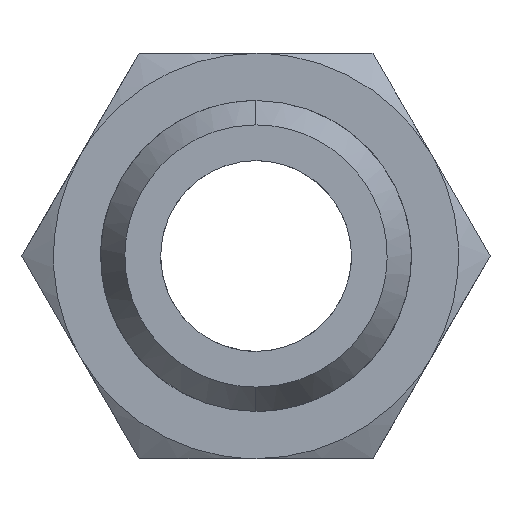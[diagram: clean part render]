
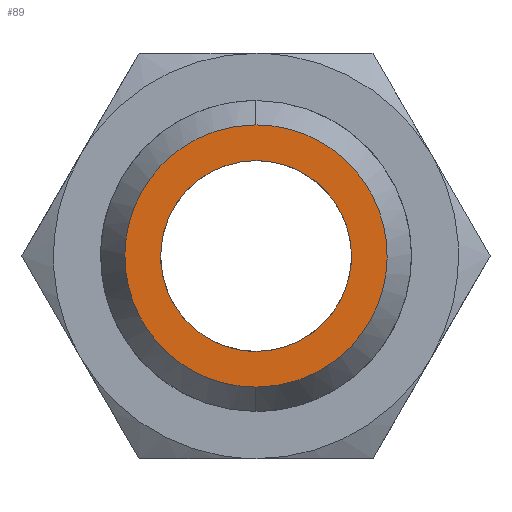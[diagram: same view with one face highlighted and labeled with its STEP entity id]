
A CAD part, front view. The second image highlights one B-rep face of the part: STEP entity #89.
In plain terms, the highlighted free-form (B-spline) face has degree [1, 1] with [2, 2] control points.
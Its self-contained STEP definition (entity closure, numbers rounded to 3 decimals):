
#14 = B_SPLINE_SURFACE_WITH_KNOTS ( 'NONE', 1, 1, ( 
 ( #1020, #871 ),
 ( #167, #590 ) ),
 .UNSPECIFIED., .F., .F., .F.,
 ( 2, 2 ),
 ( 2, 2 ),
 ( 0., 1. ),
 ( 0., 1. ),
 .UNSPECIFIED. ) ;
#86 = CARTESIAN_POINT ( 'NONE',  ( -5.358, 0., 1.437 ) ) ;
#89 = ADVANCED_FACE ( 'NONE', ( #154, #660 ), #14, .T. ) ;
#97 = CARTESIAN_POINT ( 'NONE',  ( 0., 0., 5.5 ) ) ;
#104 = CARTESIAN_POINT ( 'NONE',  ( 0., 0., -4. ) ) ;
#121 = EDGE_LOOP ( 'NONE', ( #861, #1508 ) ) ;
#146 = CARTESIAN_POINT ( 'NONE',  ( 0.722, 0., 5.5 ) ) ;
#154 = FACE_BOUND ( 'NONE', #121, .T. ) ;
#167 = CARTESIAN_POINT ( 'NONE',  ( -5.566, 0., -5.566 ) ) ;
#189 = EDGE_CURVE ( 'NONE', #598, #634, #1413, .T. ) ;
#235 = CARTESIAN_POINT ( 'NONE',  ( -4.805, 0., -2.772 ) ) ;
#248 = CARTESIAN_POINT ( 'NONE',  ( -4.4, 0., -3.378 ) ) ;
#273 = CARTESIAN_POINT ( 'NONE',  ( 4.4, 0., 3.378 ) ) ;
#308 = ORIENTED_EDGE ( 'NONE', *, *, #189, .T. ) ;
#340 = EDGE_CURVE ( 'NONE', #369, #1103, #1305, .T. ) ;
#369 = VERTEX_POINT ( 'NONE', #1023 ) ;
#377 = CARTESIAN_POINT ( 'NONE',  ( -1.437, 0., -5.358 ) ) ;
#414 = CARTESIAN_POINT ( 'NONE',  ( 4.805, 0., 2.772 ) ) ;
#432 = CARTESIAN_POINT ( 'NONE',  ( 2.343, 0., 4. ) ) ;
#447 = CARTESIAN_POINT ( 'NONE',  ( 4., 0., -2.343 ) ) ;
#456 = B_SPLINE_CURVE_WITH_KNOTS ( 'NONE', 3,
 ( #720, #1130, #549, #1596, #554, #712, #1880, #1134, #986, #1723, #1450, #414, #273, #1584, #1151, #702, #146, #562 ),
 .UNSPECIFIED., .F., .F.,
 ( 4, 2, 2, 2, 2, 2, 2, 2, 4 ),
 ( 0., 0.393, 0.785, 1.178, 1.571, 1.963, 2.356, 2.749, 3.142 ),
 .UNSPECIFIED. ) ;
#549 = CARTESIAN_POINT ( 'NONE',  ( 1.437, 0., -5.358 ) ) ;
#554 = CARTESIAN_POINT ( 'NONE',  ( 3.378, 0., -4.4 ) ) ;
#562 = CARTESIAN_POINT ( 'NONE',  ( 0., 0., 5.5 ) ) ;
#590 = CARTESIAN_POINT ( 'NONE',  ( 5.566, 0., -5.566 ) ) ;
#596 = CARTESIAN_POINT ( 'NONE',  ( 0., 0., -4. ) ) ;
#598 = VERTEX_POINT ( 'NONE', #97 ) ;
#634 = VERTEX_POINT ( 'NONE', #848 ) ;
#651 = CARTESIAN_POINT ( 'NONE',  ( -5.358, 0., -1.437 ) ) ;
#653 = EDGE_CURVE ( 'NONE', #1103, #369, #1489, .T. ) ;
#660 = FACE_OUTER_BOUND ( 'NONE', #1298, .T. ) ;
#664 = CARTESIAN_POINT ( 'NONE',  ( -3.378, 0., 4.4 ) ) ;
#671 = CARTESIAN_POINT ( 'NONE',  ( -0.722, 0., 5.5 ) ) ;
#702 = CARTESIAN_POINT ( 'NONE',  ( 1.437, 0., 5.358 ) ) ;
#712 = CARTESIAN_POINT ( 'NONE',  ( 4.4, 0., -3.378 ) ) ;
#715 = CARTESIAN_POINT ( 'NONE',  ( 4., 0., 2.343 ) ) ;
#720 = CARTESIAN_POINT ( 'NONE',  ( 0., 0., -5.5 ) ) ;
#721 = CARTESIAN_POINT ( 'NONE',  ( 4., 0., 0. ) ) ;
#800 = CARTESIAN_POINT ( 'NONE',  ( 0., 0., -5.5 ) ) ;
#848 = CARTESIAN_POINT ( 'NONE',  ( 0., 0., -5.5 ) ) ;
#851 = CARTESIAN_POINT ( 'NONE',  ( -8., 0., 4. ) ) ;
#861 = ORIENTED_EDGE ( 'NONE', *, *, #653, .F. ) ;
#871 = CARTESIAN_POINT ( 'NONE',  ( 5.566, 0., 5.566 ) ) ;
#876 = CARTESIAN_POINT ( 'NONE',  ( -8., 0., -4. ) ) ;
#937 = CARTESIAN_POINT ( 'NONE',  ( -5.5, 0., 0.722 ) ) ;
#941 = CARTESIAN_POINT ( 'NONE',  ( -4.4, 0., 3.378 ) ) ;
#954 = CARTESIAN_POINT ( 'NONE',  ( 0., 0., 5.5 ) ) ;
#986 = CARTESIAN_POINT ( 'NONE',  ( 5.5, 0., -0.722 ) ) ;
#1020 = CARTESIAN_POINT ( 'NONE',  ( -5.566, 0., 5.566 ) ) ;
#1023 = CARTESIAN_POINT ( 'NONE',  ( 0., 0., 4. ) ) ;
#1068 = EDGE_CURVE ( 'NONE', #634, #598, #456, .T. ) ;
#1103 = VERTEX_POINT ( 'NONE', #596 ) ;
#1110 = CARTESIAN_POINT ( 'NONE',  ( -3.378, 0., -4.4 ) ) ;
#1130 = CARTESIAN_POINT ( 'NONE',  ( 0.722, 0., -5.5 ) ) ;
#1134 = CARTESIAN_POINT ( 'NONE',  ( 5.358, 0., -1.437 ) ) ;
#1151 = CARTESIAN_POINT ( 'NONE',  ( 2.772, 0., 4.805 ) ) ;
#1249 = CARTESIAN_POINT ( 'NONE',  ( -2.772, 0., -4.805 ) ) ;
#1260 = CARTESIAN_POINT ( 'NONE',  ( -2.772, 0., 4.805 ) ) ;
#1298 = EDGE_LOOP ( 'NONE', ( #308, #1481 ) ) ;
#1305 =( BOUNDED_CURVE ( )  B_SPLINE_CURVE ( 3, ( #1449, #851, #876, #1593 ),
 .UNSPECIFIED., .F., .F. ) 
 B_SPLINE_CURVE_WITH_KNOTS ( ( 4, 4 ),
 ( -3.142, 0. ),
 .UNSPECIFIED. ) 
 CURVE ( )  GEOMETRIC_REPRESENTATION_ITEM ( )  RATIONAL_B_SPLINE_CURVE ( ( 1., 0.333, 0.333, 1. ) ) 
 REPRESENTATION_ITEM ( '' )  );
#1413 = B_SPLINE_CURVE_WITH_KNOTS ( 'NONE', 3,
 ( #954, #671, #1528, #1260, #664, #941, #1686, #86, #937, #1672, #651, #235, #248, #1110, #1249, #377, #1827, #800 ),
 .UNSPECIFIED., .F., .F.,
 ( 4, 2, 2, 2, 2, 2, 2, 2, 4 ),
 ( 0., 0.393, 0.785, 1.178, 1.571, 1.963, 2.356, 2.749, 3.142 ),
 .UNSPECIFIED. ) ;
#1449 = CARTESIAN_POINT ( 'NONE',  ( 0., 0., 4. ) ) ;
#1450 = CARTESIAN_POINT ( 'NONE',  ( 5.358, 0., 1.437 ) ) ;
#1481 = ORIENTED_EDGE ( 'NONE', *, *, #1068, .T. ) ;
#1489 =( BOUNDED_CURVE ( )  B_SPLINE_CURVE ( 3, ( #104, #1606, #447, #721, #715, #432, #1745 ),
 .UNSPECIFIED., .F., .T. ) 
 B_SPLINE_CURVE_WITH_KNOTS ( ( 4, 3, 4 ),
 ( -3.142, -1.571, 0. ),
 .UNSPECIFIED. ) 
 CURVE ( )  GEOMETRIC_REPRESENTATION_ITEM ( )  RATIONAL_B_SPLINE_CURVE ( ( 1., 0.805, 0.805, 1., 0.805, 0.805, 1. ) ) 
 REPRESENTATION_ITEM ( '' )  );
#1508 = ORIENTED_EDGE ( 'NONE', *, *, #340, .F. ) ;
#1528 = CARTESIAN_POINT ( 'NONE',  ( -1.437, 0., 5.358 ) ) ;
#1584 = CARTESIAN_POINT ( 'NONE',  ( 3.378, 0., 4.4 ) ) ;
#1593 = CARTESIAN_POINT ( 'NONE',  ( 0., 0., -4. ) ) ;
#1596 = CARTESIAN_POINT ( 'NONE',  ( 2.772, 0., -4.805 ) ) ;
#1606 = CARTESIAN_POINT ( 'NONE',  ( 2.343, 0., -4. ) ) ;
#1672 = CARTESIAN_POINT ( 'NONE',  ( -5.5, 0., -0.722 ) ) ;
#1686 = CARTESIAN_POINT ( 'NONE',  ( -4.805, 0., 2.772 ) ) ;
#1723 = CARTESIAN_POINT ( 'NONE',  ( 5.5, 0., 0.722 ) ) ;
#1745 = CARTESIAN_POINT ( 'NONE',  ( 0., 0., 4. ) ) ;
#1827 = CARTESIAN_POINT ( 'NONE',  ( -0.722, 0., -5.5 ) ) ;
#1880 = CARTESIAN_POINT ( 'NONE',  ( 4.805, 0., -2.772 ) ) ;
